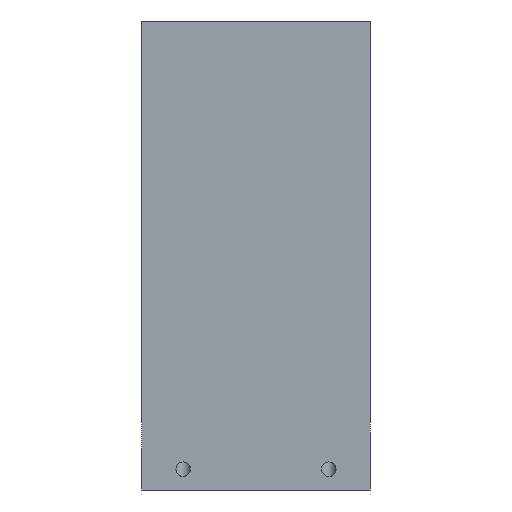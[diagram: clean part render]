
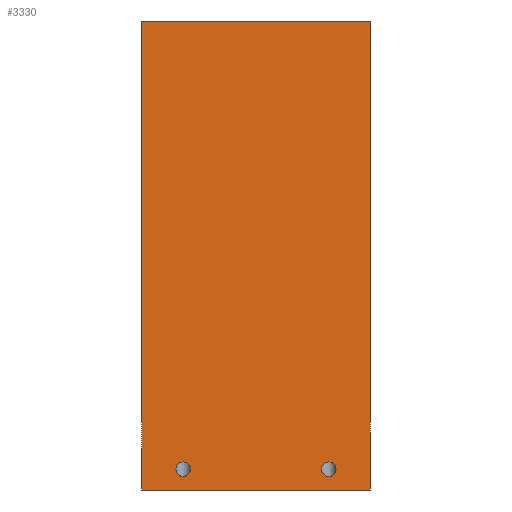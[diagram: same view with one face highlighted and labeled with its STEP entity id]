
A CAD part, left-side view. The second image highlights one B-rep face of the part: STEP entity #3330.
In plain terms, the highlighted planar face has unit normal (-1, 0, 0).
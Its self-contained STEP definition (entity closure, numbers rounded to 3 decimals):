
#36=FACE_BOUND('',#779,.T.);
#37=FACE_BOUND('',#780,.T.);
#103=PLANE('',#3446);
#584=FACE_OUTER_BOUND('',#778,.T.);
#778=EDGE_LOOP('',(#3063,#3064,#3065,#3066));
#779=EDGE_LOOP('',(#3067));
#780=EDGE_LOOP('',(#3068));
#999=LINE('',#6512,#1242);
#1039=LINE('',#6608,#1282);
#1049=LINE('',#6641,#1292);
#1050=LINE('',#6642,#1293);
#1242=VECTOR('',#3742,10.);
#1282=VECTOR('',#3828,10.);
#1292=VECTOR('',#3868,10.);
#1293=VECTOR('',#3869,10.);
#1315=CIRCLE('',#3362,1.4);
#1316=CIRCLE('',#3368,1.4);
#1345=VERTEX_POINT('',#3947);
#1350=VERTEX_POINT('',#3959);
#1611=VERTEX_POINT('',#6509);
#1612=VERTEX_POINT('',#6511);
#1645=VERTEX_POINT('',#6606);
#1653=VERTEX_POINT('',#6640);
#1675=EDGE_CURVE('',#1345,#1345,#1315,.T.);
#1681=EDGE_CURVE('',#1350,#1350,#1316,.T.);
#2069=EDGE_CURVE('',#1612,#1611,#999,.T.);
#2116=EDGE_CURVE('',#1645,#1611,#1039,.T.);
#2133=EDGE_CURVE('',#1612,#1653,#1049,.T.);
#2134=EDGE_CURVE('',#1653,#1645,#1050,.T.);
#3063=ORIENTED_EDGE('',*,*,#2133,.F.);
#3064=ORIENTED_EDGE('',*,*,#2069,.T.);
#3065=ORIENTED_EDGE('',*,*,#2116,.F.);
#3066=ORIENTED_EDGE('',*,*,#2134,.F.);
#3067=ORIENTED_EDGE('',*,*,#1675,.T.);
#3068=ORIENTED_EDGE('',*,*,#1681,.T.);
#3330=ADVANCED_FACE('',(#584,#36,#37),#103,.T.);
#3362=AXIS2_PLACEMENT_3D('',#3948,#3478,#3479);
#3368=AXIS2_PLACEMENT_3D('',#3960,#3491,#3492);
#3446=AXIS2_PLACEMENT_3D('',#6639,#3866,#3867);
#3478=DIRECTION('center_axis',(1.,0.,0.));
#3479=DIRECTION('ref_axis',(0.,1.,0.));
#3491=DIRECTION('center_axis',(1.,0.,0.));
#3492=DIRECTION('ref_axis',(0.,1.,0.));
#3742=DIRECTION('',(0.,0.,1.));
#3828=DIRECTION('',(0.,-1.,0.));
#3866=DIRECTION('center_axis',(-1.,0.,0.));
#3867=DIRECTION('ref_axis',(0.,-1.,0.));
#3868=DIRECTION('',(0.,1.,0.));
#3869=DIRECTION('',(0.,0.,1.));
#3947=CARTESIAN_POINT('',(164.882,10.432,4.));
#3948=CARTESIAN_POINT('Origin',(164.882,11.832,4.));
#3959=CARTESIAN_POINT('',(164.882,38.432,4.));
#3960=CARTESIAN_POINT('Origin',(164.882,39.832,4.));
#6509=CARTESIAN_POINT('',(164.882,3.832,90.));
#6511=CARTESIAN_POINT('',(164.882,3.832,0.));
#6512=CARTESIAN_POINT('',(164.882,3.832,0.));
#6606=CARTESIAN_POINT('',(164.882,47.832,90.));
#6608=CARTESIAN_POINT('',(164.882,3.832,90.));
#6639=CARTESIAN_POINT('Origin',(164.882,47.832,0.));
#6640=CARTESIAN_POINT('',(164.882,47.832,0.));
#6641=CARTESIAN_POINT('',(164.882,3.832,0.));
#6642=CARTESIAN_POINT('',(164.882,47.832,0.));
